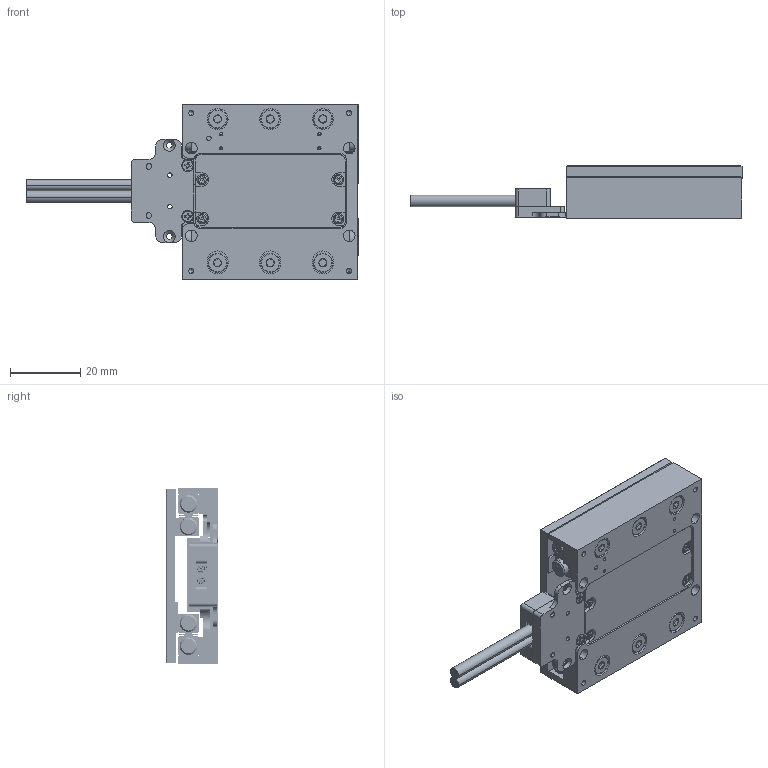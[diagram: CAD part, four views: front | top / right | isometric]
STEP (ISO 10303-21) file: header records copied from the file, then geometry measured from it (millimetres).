
FILE_DESCRIPTION (( 'STEP AP214' ), '1' );
FILE_NAME ('PPS-50-X15XX.STEP', '2025-05-23T23:23:27', ( '' ), ( '' ), 'SwSTEP 2.0', 'SolidWorks 2023', '' );
FILE_SCHEMA (( 'AUTOMOTIVE_DESIGN' ));
Length unit declared in the file: millimetre
Products named in the file (15): Cage, Slide Way, NB, SV2000_SV 2045-8Z; PPS-50LM, Carriage_Master Part_L50, Linear Motor Version ; Demo, Motor Place Holder_DEMO; SCREW, MS-PPH, M-JCIS_M2 x 0.4 x 6mm; Screw, SHCS-L, M-DIN_M3 x 0.5 x 08mm; SCREW, MS-PPH, M-JCIS_M2 x 0.4 x 4mm; PPS-70, PPS-50, Short Stage Cable Clamp_Design 3; 431945 Cable Clamp Base with Mountable Tabs; 92010A778_Passivated 18-8 Stainless Steel Phillips Flat Head Screw, M1.6x3mm_92010A778; SUBASSEM_Cable Clamp_Design 3_3-3; Cooner Black Cable_L40; 130325 Bearing, Slide Way, NB, SV2000_SV 2045; SCREW, MS-PPH, M-JCIS_M2.5 x 0.45 x 6mm; PPS-50-X15XX; PPS-50LM, Base_Master Part_L50
Assembly tree (34 placements, depth 3):
  PPS-50-X15XX
    PPS-50LM, Base_Master Part_L50
    PPS-50LM, Carriage_Master Part_L50, Linear Motor Version 
    130325 Bearing, Slide Way, NB, SV2000_SV 2045  x4
    Cage, Slide Way, NB, SV2000_SV 2045-8Z  x2
    Screw, SHCS-L, M-DIN_M3 x 0.5 x 08mm  x6
    SCREW, MS-PPH, M-JCIS_M2.5 x 0.45 x 6mm  x6
    Demo, Motor Place Holder_DEMO
    SCREW, MS-PPH, M-JCIS_M2 x 0.4 x 4mm  x4
    SUBASSEM_Cable Clamp_Design 3_3-3
      431945 Cable Clamp Base with Mountable Tabs
      PPS-70, PPS-50, Short Stage Cable Clamp_Design 3
      SCREW, MS-PPH, M-JCIS_M2 x 0.4 x 6mm  x2
      Cooner Black Cable_L40  x2
    92010A778_Passivated 18-8 Stainless Steel Phillips Flat Head Screw, M1.6x3mm_92010A778  x2
Bounding box: 94.6 x 15 x 50 mm (x, y, z)
Volume: 28881.6 mm3; surface area: 29703.4 mm2
Topology: 59 solids, 59 shells, 1544 faces, 3848 edges, 2454 vertices
Faces by surface type: plane 797, cylinder 479, torus 120, cone 94, bspline 54
Entity records: 71592 total; most frequent: CARTESIAN_POINT 50533, DIRECTION 4383, ORIENTED_EDGE 4196, EDGE_CURVE 2098, AXIS2_PLACEMENT_3D 1587, VERTEX_POINT 1362, LINE 1209, VECTOR 1209
